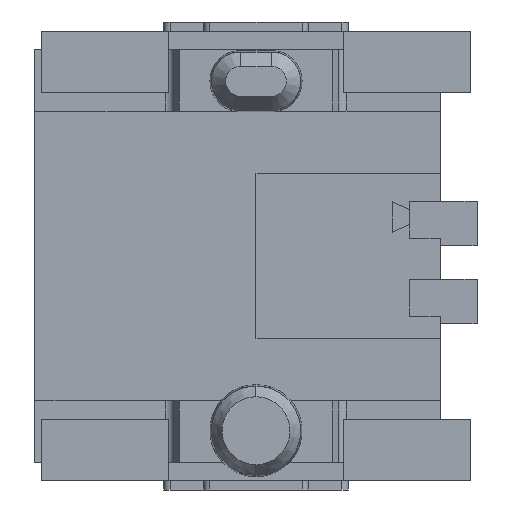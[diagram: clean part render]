
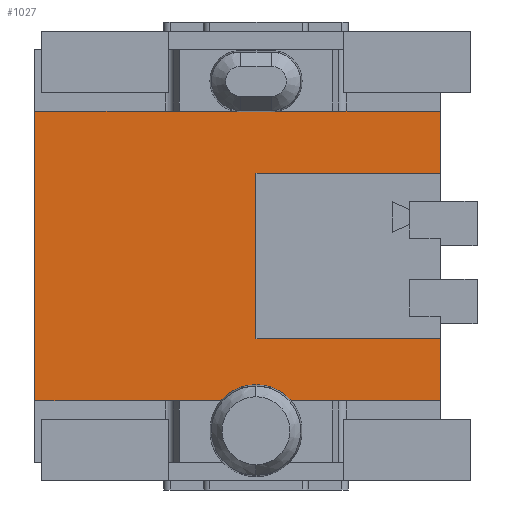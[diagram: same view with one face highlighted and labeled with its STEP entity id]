
A CAD part, front view. The second image highlights one B-rep face of the part: STEP entity #1027.
In plain terms, the highlighted planar face has unit normal (0, -1, 0).
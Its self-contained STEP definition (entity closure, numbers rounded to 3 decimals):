
#38 = CIRCLE ( 'NONE', #6885, 0.5 ) ;
#76 = DIRECTION ( 'NONE',  ( 0., -1., 0. ) ) ;
#85 = ORIENTED_EDGE ( 'NONE', *, *, #5048, .F. ) ;
#150 = CARTESIAN_POINT ( 'NONE',  ( -6.6, -1.465, 2.36 ) ) ;
#242 = EDGE_CURVE ( 'NONE', #750, #10971, #8845, .T. ) ;
#257 = LINE ( 'NONE', #2974, #5553 ) ;
#312 = DIRECTION ( 'NONE',  ( 0., 0., -1. ) ) ;
#502 = CARTESIAN_POINT ( 'NONE',  ( 0., -1.465, -2.36 ) ) ;
#554 = VERTEX_POINT ( 'NONE', #3138 ) ;
#626 = ORIENTED_EDGE ( 'NONE', *, *, #4892, .T. ) ;
#750 = VERTEX_POINT ( 'NONE', #1414 ) ;
#838 = CARTESIAN_POINT ( 'NONE',  ( -2.628, -1.465, 2.36 ) ) ;
#883 = LINE ( 'NONE', #2928, #3509 ) ;
#1014 = VERTEX_POINT ( 'NONE', #12453 ) ;
#1027 = ADVANCED_FACE ( 'NONE', ( #7723 ), #3009, .F. ) ;
#1053 = EDGE_CURVE ( 'NONE', #4477, #4496, #6670, .T. ) ;
#1085 = EDGE_CURVE ( 'NONE', #10751, #11380, #8295, .T. ) ;
#1142 = CARTESIAN_POINT ( 'NONE',  ( -6.6, -1.465, 2.345 ) ) ;
#1224 = DIRECTION ( 'NONE',  ( 0., 0., -1. ) ) ;
#1414 = CARTESIAN_POINT ( 'NONE',  ( -3., -1.465, -2.095 ) ) ;
#1890 = DIRECTION ( 'NONE',  ( 0., -1., 0. ) ) ;
#1893 = CARTESIAN_POINT ( 'NONE',  ( -6.6, -1.465, -2.36 ) ) ;
#2223 = CIRCLE ( 'NONE', #12397, 0.5 ) ;
#2439 = CARTESIAN_POINT ( 'NONE',  ( -3., -1.465, -1.345 ) ) ;
#2602 = CARTESIAN_POINT ( 'NONE',  ( 0., -1.465, -3.36 ) ) ;
#2613 = CARTESIAN_POINT ( 'NONE',  ( 0., -1.465, 2.36 ) ) ;
#2768 = ORIENTED_EDGE ( 'NONE', *, *, #11210, .F. ) ;
#2809 = ORIENTED_EDGE ( 'NONE', *, *, #1053, .F. ) ;
#2894 = VERTEX_POINT ( 'NONE', #10184 ) ;
#2928 = CARTESIAN_POINT ( 'NONE',  ( 0., -1.465, -1.345 ) ) ;
#2974 = CARTESIAN_POINT ( 'NONE',  ( 0., -1.465, 2.36 ) ) ;
#3009 = PLANE ( 'NONE',  #12239 ) ;
#3138 = CARTESIAN_POINT ( 'NONE',  ( 0., -1.465, 2.36 ) ) ;
#3280 = ORIENTED_EDGE ( 'NONE', *, *, #7814, .F. ) ;
#3308 = CARTESIAN_POINT ( 'NONE',  ( -6.6, -1.465, -3.36 ) ) ;
#3329 = CARTESIAN_POINT ( 'NONE',  ( 0., -1.465, -1.345 ) ) ;
#3378 = EDGE_LOOP ( 'NONE', ( #12458, #9003, #2809, #9767, #9812, #85, #11204, #626, #7685, #2768, #5835, #6762, #9985, #3280, #5688 ) ) ;
#3379 = LINE ( 'NONE', #2613, #10031 ) ;
#3380 = DIRECTION ( 'NONE',  ( 0., 0., 1. ) ) ;
#3395 = LINE ( 'NONE', #502, #7256 ) ;
#3412 = LINE ( 'NONE', #2602, #8526 ) ;
#3426 = CARTESIAN_POINT ( 'NONE',  ( -2.75, -1.465, 2.845 ) ) ;
#3430 = VECTOR ( 'NONE', #12467, 1000. ) ;
#3474 = DIRECTION ( 'NONE',  ( -1., 0., 0. ) ) ;
#3509 = VECTOR ( 'NONE', #10827, 1000. ) ;
#3555 = CARTESIAN_POINT ( 'NONE',  ( 0., -1.465, 1.345 ) ) ;
#3637 = VECTOR ( 'NONE', #4779, 1000. ) ;
#3782 = LINE ( 'NONE', #2439, #8680 ) ;
#4190 = VECTOR ( 'NONE', #7664, 1000. ) ;
#4246 = LINE ( 'NONE', #6781, #3637 ) ;
#4368 = CARTESIAN_POINT ( 'NONE',  ( 0., -1.465, 1.345 ) ) ;
#4477 = VERTEX_POINT ( 'NONE', #1893 ) ;
#4496 = VERTEX_POINT ( 'NONE', #150 ) ;
#4572 = CARTESIAN_POINT ( 'NONE',  ( -2.75, -1.465, 2.345 ) ) ;
#4750 = CIRCLE ( 'NONE', #8161, 0.75 ) ;
#4779 = DIRECTION ( 'NONE',  ( 0., 0., 1. ) ) ;
#4839 = VERTEX_POINT ( 'NONE', #3329 ) ;
#4892 = EDGE_CURVE ( 'NONE', #10751, #4839, #3412, .T. ) ;
#5048 = EDGE_CURVE ( 'NONE', #11380, #750, #4750, .T. ) ;
#5227 = VECTOR ( 'NONE', #10931, 1000. ) ;
#5311 = CARTESIAN_POINT ( 'NONE',  ( -6.6, -1.465, -3.36 ) ) ;
#5397 = CARTESIAN_POINT ( 'NONE',  ( -3., -1.465, -2.845 ) ) ;
#5553 = VECTOR ( 'NONE', #6592, 1000. ) ;
#5597 = AXIS2_PLACEMENT_3D ( 'NONE', #5397, #11930, #7422 ) ;
#5688 = ORIENTED_EDGE ( 'NONE', *, *, #6646, .F. ) ;
#5835 = ORIENTED_EDGE ( 'NONE', *, *, #10062, .F. ) ;
#6473 = VERTEX_POINT ( 'NONE', #838 ) ;
#6592 = DIRECTION ( 'NONE',  ( -1., 0., 0. ) ) ;
#6646 = EDGE_CURVE ( 'NONE', #1014, #11680, #6741, .T. ) ;
#6670 = LINE ( 'NONE', #3308, #10196 ) ;
#6741 = LINE ( 'NONE', #1142, #5227 ) ;
#6762 = ORIENTED_EDGE ( 'NONE', *, *, #11494, .T. ) ;
#6781 = CARTESIAN_POINT ( 'NONE',  ( 0., -1.465, -3.36 ) ) ;
#6839 = CARTESIAN_POINT ( 'NONE',  ( -3.25, -1.465, 2.845 ) ) ;
#6885 = AXIS2_PLACEMENT_3D ( 'NONE', #6839, #1890, #7065 ) ;
#7065 = DIRECTION ( 'NONE',  ( 0., 0., -1. ) ) ;
#7218 = DIRECTION ( 'NONE',  ( 0., 0., 1. ) ) ;
#7256 = VECTOR ( 'NONE', #12524, 1000. ) ;
#7422 = DIRECTION ( 'NONE',  ( 0., 0., -1. ) ) ;
#7664 = DIRECTION ( 'NONE',  ( -1., 0., 0. ) ) ;
#7685 = ORIENTED_EDGE ( 'NONE', *, *, #12351, .F. ) ;
#7723 = FACE_OUTER_BOUND ( 'NONE', #3378, .T. ) ;
#7814 = EDGE_CURVE ( 'NONE', #11680, #6473, #2223, .T. ) ;
#8161 = AXIS2_PLACEMENT_3D ( 'NONE', #9851, #76, #10837 ) ;
#8281 = VERTEX_POINT ( 'NONE', #10975 ) ;
#8295 = LINE ( 'NONE', #8458, #3430 ) ;
#8458 = CARTESIAN_POINT ( 'NONE',  ( 0., -1.465, -2.36 ) ) ;
#8526 = VECTOR ( 'NONE', #3380, 1000. ) ;
#8680 = VECTOR ( 'NONE', #312, 1000. ) ;
#8845 = CIRCLE ( 'NONE', #5597, 0.75 ) ;
#8942 = EDGE_CURVE ( 'NONE', #554, #6473, #257, .T. ) ;
#9003 = ORIENTED_EDGE ( 'NONE', *, *, #11401, .T. ) ;
#9090 = VERTEX_POINT ( 'NONE', #9172 ) ;
#9172 = CARTESIAN_POINT ( 'NONE',  ( -3., -1.465, -1.345 ) ) ;
#9614 = LINE ( 'NONE', #4368, #4190 ) ;
#9767 = ORIENTED_EDGE ( 'NONE', *, *, #12207, .F. ) ;
#9812 = ORIENTED_EDGE ( 'NONE', *, *, #242, .F. ) ;
#9851 = CARTESIAN_POINT ( 'NONE',  ( -3., -1.465, -2.845 ) ) ;
#9985 = ORIENTED_EDGE ( 'NONE', *, *, #8942, .T. ) ;
#10031 = VECTOR ( 'NONE', #3474, 1000. ) ;
#10062 = EDGE_CURVE ( 'NONE', #10959, #8281, #9614, .T. ) ;
#10184 = CARTESIAN_POINT ( 'NONE',  ( -3.372, -1.465, 2.36 ) ) ;
#10196 = VECTOR ( 'NONE', #7218, 1000. ) ;
#10411 = CARTESIAN_POINT ( 'NONE',  ( -3.572, -1.465, -2.36 ) ) ;
#10595 = EDGE_CURVE ( 'NONE', #2894, #1014, #38, .T. ) ;
#10751 = VERTEX_POINT ( 'NONE', #11092 ) ;
#10827 = DIRECTION ( 'NONE',  ( 1., 0., 0. ) ) ;
#10837 = DIRECTION ( 'NONE',  ( 0., 0., -1. ) ) ;
#10931 = DIRECTION ( 'NONE',  ( 1., 0., 0. ) ) ;
#10959 = VERTEX_POINT ( 'NONE', #3555 ) ;
#10971 = VERTEX_POINT ( 'NONE', #10411 ) ;
#10975 = CARTESIAN_POINT ( 'NONE',  ( -3., -1.465, 1.345 ) ) ;
#11092 = CARTESIAN_POINT ( 'NONE',  ( 0., -1.465, -2.36 ) ) ;
#11204 = ORIENTED_EDGE ( 'NONE', *, *, #1085, .F. ) ;
#11210 = EDGE_CURVE ( 'NONE', #8281, #9090, #3782, .T. ) ;
#11380 = VERTEX_POINT ( 'NONE', #12588 ) ;
#11401 = EDGE_CURVE ( 'NONE', #2894, #4496, #3379, .T. ) ;
#11494 = EDGE_CURVE ( 'NONE', #10959, #554, #4246, .T. ) ;
#11680 = VERTEX_POINT ( 'NONE', #4572 ) ;
#11763 = DIRECTION ( 'NONE',  ( 0., 0., -1. ) ) ;
#11930 = DIRECTION ( 'NONE',  ( 0., -1., 0. ) ) ;
#12207 = EDGE_CURVE ( 'NONE', #10971, #4477, #3395, .T. ) ;
#12239 = AXIS2_PLACEMENT_3D ( 'NONE', #5311, #12284, #1224 ) ;
#12269 = DIRECTION ( 'NONE',  ( 0., -1., 0. ) ) ;
#12284 = DIRECTION ( 'NONE',  ( 0., 1., 0. ) ) ;
#12351 = EDGE_CURVE ( 'NONE', #9090, #4839, #883, .T. ) ;
#12397 = AXIS2_PLACEMENT_3D ( 'NONE', #3426, #12269, #11763 ) ;
#12453 = CARTESIAN_POINT ( 'NONE',  ( -3.25, -1.465, 2.345 ) ) ;
#12458 = ORIENTED_EDGE ( 'NONE', *, *, #10595, .F. ) ;
#12467 = DIRECTION ( 'NONE',  ( -1., 0., 0. ) ) ;
#12524 = DIRECTION ( 'NONE',  ( -1., 0., 0. ) ) ;
#12588 = CARTESIAN_POINT ( 'NONE',  ( -2.428, -1.465, -2.36 ) ) ;
